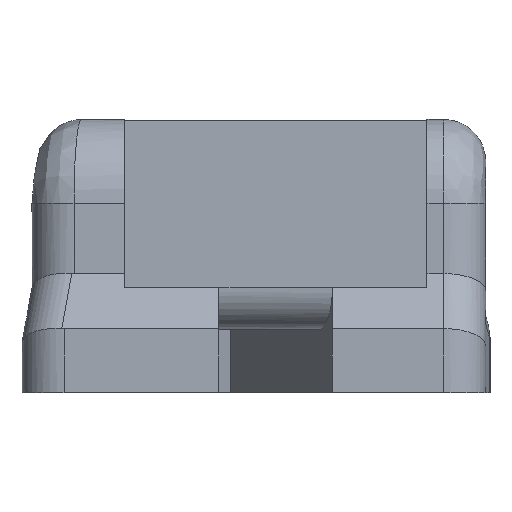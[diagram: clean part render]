
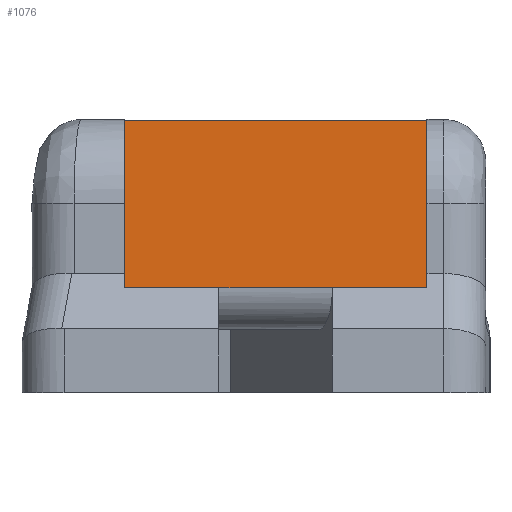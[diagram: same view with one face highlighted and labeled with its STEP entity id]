
A CAD part, front view. The second image highlights one B-rep face of the part: STEP entity #1076.
In plain terms, the highlighted planar face has unit normal (0, -1, 0).
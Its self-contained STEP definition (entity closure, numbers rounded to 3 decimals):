
#81=PLANE('',#1154);
#113=FACE_OUTER_BOUND('',#175,.T.);
#175=EDGE_LOOP('',(#756,#757,#758,#759,#760,#761));
#237=LINE('',#1604,#338);
#257=LINE('',#1646,#358);
#258=LINE('',#1648,#359);
#259=LINE('',#1650,#360);
#260=LINE('',#1652,#361);
#261=LINE('',#1653,#362);
#338=VECTOR('',#1267,10.);
#358=VECTOR('',#1305,10.);
#359=VECTOR('',#1306,10.);
#360=VECTOR('',#1307,10.);
#361=VECTOR('',#1308,10.);
#362=VECTOR('',#1309,10.);
#455=VERTEX_POINT('',#1600);
#457=VERTEX_POINT('',#1603);
#470=VERTEX_POINT('',#1645);
#471=VERTEX_POINT('',#1647);
#472=VERTEX_POINT('',#1649);
#473=VERTEX_POINT('',#1651);
#558=EDGE_CURVE('',#455,#457,#237,.T.);
#579=EDGE_CURVE('',#470,#455,#257,.T.);
#580=EDGE_CURVE('',#471,#470,#258,.T.);
#581=EDGE_CURVE('',#472,#471,#259,.T.);
#582=EDGE_CURVE('',#473,#472,#260,.T.);
#583=EDGE_CURVE('',#457,#473,#261,.T.);
#756=ORIENTED_EDGE('',*,*,#558,.F.);
#757=ORIENTED_EDGE('',*,*,#579,.F.);
#758=ORIENTED_EDGE('',*,*,#580,.F.);
#759=ORIENTED_EDGE('',*,*,#581,.F.);
#760=ORIENTED_EDGE('',*,*,#582,.F.);
#761=ORIENTED_EDGE('',*,*,#583,.F.);
#1076=ADVANCED_FACE('',(#113),#81,.F.);
#1154=AXIS2_PLACEMENT_3D('',#1644,#1303,#1304);
#1267=DIRECTION('',(-1.,0.,0.));
#1303=DIRECTION('center_axis',(0.,1.,0.));
#1304=DIRECTION('ref_axis',(0.,0.,1.));
#1305=DIRECTION('',(-1.,0.,0.));
#1306=DIRECTION('',(0.,0.,-1.));
#1307=DIRECTION('',(1.,0.,0.));
#1308=DIRECTION('',(0.,0.,1.));
#1309=DIRECTION('',(-1.,0.,0.));
#1600=CARTESIAN_POINT('',(2.7,-18.8,-3.803));
#1603=CARTESIAN_POINT('',(-2.7,-18.8,-3.803));
#1604=CARTESIAN_POINT('',(-1.99,-18.8,-3.803));
#1644=CARTESIAN_POINT('Origin',(-3.,-18.8,-1.803));
#1645=CARTESIAN_POINT('',(7.2,-18.8,-3.803));
#1646=CARTESIAN_POINT('',(2.1,-18.8,-3.803));
#1647=CARTESIAN_POINT('',(7.2,-18.8,4.143));
#1648=CARTESIAN_POINT('',(7.2,-18.8,2.297));
#1649=CARTESIAN_POINT('',(-7.2,-18.8,4.143));
#1650=CARTESIAN_POINT('',(5.,-18.8,4.143));
#1651=CARTESIAN_POINT('',(-7.2,-18.8,-3.803));
#1652=CARTESIAN_POINT('',(-7.2,-18.8,-3.237));
#1653=CARTESIAN_POINT('',(-5.1,-18.8,-3.803));
